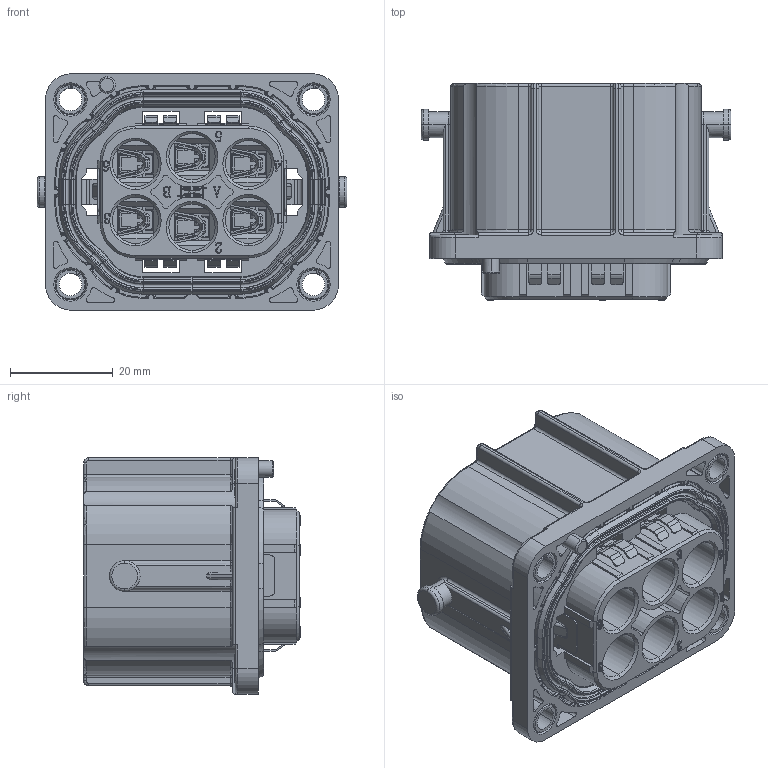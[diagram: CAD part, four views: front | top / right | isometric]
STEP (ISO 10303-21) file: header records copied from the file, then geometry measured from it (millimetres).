
FILE_DESCRIPTION (( 'STEP AP214' ), '1' );
FILE_NAME ('YGEV2-S6RA²å×ù(4-6mm2)(111000503014).STEP', '2025-08-17T13:35:16', ( '' ), ( '' ), 'SwSTEP 2.0', 'SolidWorks 2023', '' );
FILE_SCHEMA (( 'AUTOMOTIVE_DESIGN' ));
Length unit declared in the file: millimetre
Products named in the file (8): YGEV2-S6RA插座(4-6mm2)(111000503014); YGEV2-6pin插座壳体(114060201981)_YGEV2-6pin插座壳体(114060201981); 5-928999-6泰科端子(501021401680)_5-928999-6泰科端子(501021401680); YGEV2-6pin插座屏蔽罩(114022600256)_YGEV2-6pin插座屏蔽罩(114022600256); 51.8×39.8×4.6密封圈(蓝)(114050201451)_51.8×39.8×4.6密封圈(蓝)(114050201451); 05-6.3×0.8-T40～T60S插孔(无防水栓)(501021401628); YGEV2-S6RA插座组件(112020107445)_YGEV2-S6RA插座组件(112020107445); Φ6×Φ4.4×4.6轴套(114030800445)_Φ6×Φ4.4×4.6轴套(114030800445)
Assembly tree (16 placements, depth 3):
  YGEV2-S6RA插座(4-6mm2)(111000503014)
    YGEV2-S6RA插座组件(112020107445)_YGEV2-S6RA插座组件(112020107445)
      YGEV2-6pin插座壳体(114060201981)_YGEV2-6pin插座壳体(114060201981)
      YGEV2-6pin插座屏蔽罩(114022600256)_YGEV2-6pin插座屏蔽罩(114022600256)
      51.8×39.8×4.6密封圈(蓝)(114050201451)_51.8×39.8×4.6密封圈(蓝)(114050201451)
      Φ6×Φ4.4×4.6轴套(114030800445)_Φ6×Φ4.4×4.6轴套(114030800445)  x4
    5-928999-6泰科端子(501021401680)_5-928999-6泰科端子(501021401680)  x2
    05-6.3×0.8-T40～T60S插孔(无防水栓)(501021401628)  x6
Bounding box: 60.3 x 42.2 x 46 mm (x, y, z)
Volume: 31055.2 mm3; surface area: 42844.7 mm2
Topology: 15 solids, 15 shells, 5136 faces, 13652 edges, 8587 vertices
Faces by surface type: plane 2748, cylinder 1396, bspline 360, torus 347, cone 275, sphere 10
Entity records: 103312 total; most frequent: CARTESIAN_POINT 25647, ORIENTED_EDGE 16460, DIRECTION 15956, EDGE_CURVE 8230, AXIS2_PLACEMENT_3D 5332, LINE 5292, VECTOR 5292, VERTEX_POINT 5101
